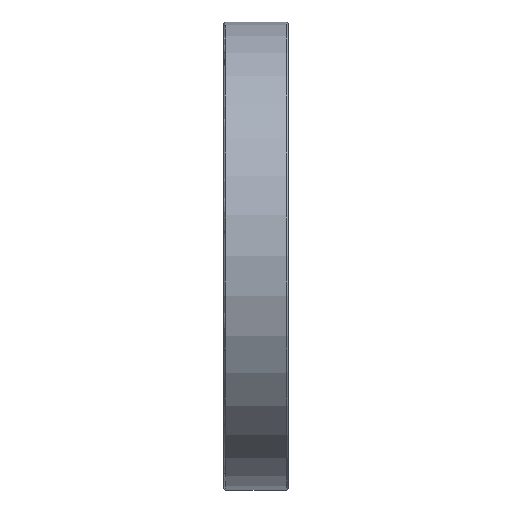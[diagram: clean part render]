
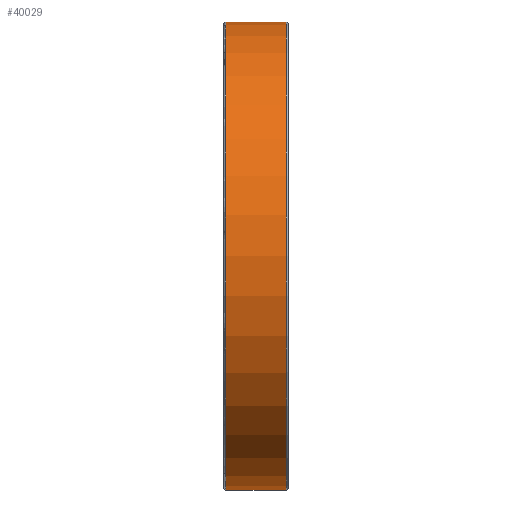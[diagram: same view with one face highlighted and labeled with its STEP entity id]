
A CAD part, top view. The second image highlights one B-rep face of the part: STEP entity #40029.
In plain terms, the highlighted cylindrical face has radius 65 mm (diameter 130 mm), a partial arc.
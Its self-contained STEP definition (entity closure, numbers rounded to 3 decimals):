
#29484=DIRECTION('',(-1.,0.,0.));
#29485=VECTOR('',#29484,16.8);
#29486=CARTESIAN_POINT('',(8.4,65.,0.));
#29487=LINE('',#29486,#29485);
#29491=DIRECTION('',(-1.,0.,0.));
#29492=VECTOR('',#29491,16.8);
#29493=CARTESIAN_POINT('',(8.4,-65.,0.));
#29494=LINE('',#29493,#29492);
#29506=CARTESIAN_POINT('',(8.4,0.,0.));
#29507=DIRECTION('',(1.,0.,0.));
#29508=DIRECTION('',(0.,1.,0.));
#29509=AXIS2_PLACEMENT_3D('',#29506,#29507,#29508);
#29514=CARTESIAN_POINT('',(-8.4,0.,0.));
#29515=DIRECTION('',(1.,0.,0.));
#29516=DIRECTION('',(0.,1.,0.));
#29517=AXIS2_PLACEMENT_3D('',#29514,#29515,#29516);
#36819=CARTESIAN_POINT('',(8.4,65.,0.));
#36820=CARTESIAN_POINT('',(-8.4,65.,0.));
#36821=VERTEX_POINT('',#36819);
#36822=VERTEX_POINT('',#36820);
#36831=CARTESIAN_POINT('',(8.4,-65.,0.));
#36832=CARTESIAN_POINT('',(-8.4,-65.,0.));
#36833=VERTEX_POINT('',#36831);
#36834=VERTEX_POINT('',#36832);
#40017=CARTESIAN_POINT('',(-9.9,0.,0.));
#40018=DIRECTION('',(1.,0.,0.));
#40019=DIRECTION('',(0.,-1.,0.));
#40020=AXIS2_PLACEMENT_3D('',#40017,#40018,#40019);
#40021=CYLINDRICAL_SURFACE('',#40020,65.);
#40022=ORIENTED_EDGE('',*,*,#40007,.F.);
#40023=ORIENTED_EDGE('',*,*,#39984,.T.);
#40024=ORIENTED_EDGE('',*,*,#40011,.T.);
#40026=ORIENTED_EDGE('',*,*,#40025,.F.);
#40027=EDGE_LOOP('',(#40022,#40023,#40024,#40026));
#40028=FACE_OUTER_BOUND('',#40027,.F.);
#29510=CIRCLE('',#29509,65.);
#29518=CIRCLE('',#29517,65.);
#39984=EDGE_CURVE('',#36821,#36833,#29510,.T.);
#40007=EDGE_CURVE('',#36821,#36822,#29487,.T.);
#40011=EDGE_CURVE('',#36833,#36834,#29494,.T.);
#40025=EDGE_CURVE('',#36822,#36834,#29518,.T.);
#40029=ADVANCED_FACE('',(#40028),#40021,.T.);
